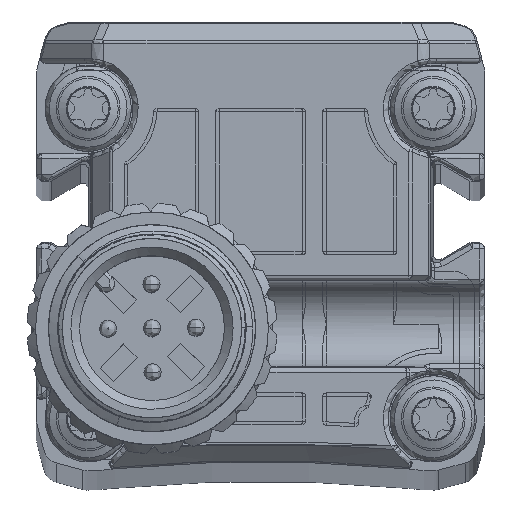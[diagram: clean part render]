
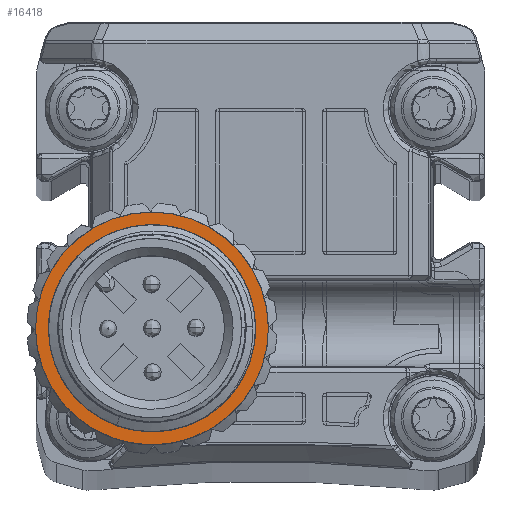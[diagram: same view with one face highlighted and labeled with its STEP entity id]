
A CAD part, top view. The second image highlights one B-rep face of the part: STEP entity #16418.
In plain terms, the highlighted planar face has unit normal (0, 0, 1).
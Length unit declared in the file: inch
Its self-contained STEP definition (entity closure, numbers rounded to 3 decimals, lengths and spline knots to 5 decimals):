
#1354 = ORIENTED_EDGE ( 'NONE', *, *, #36895, .F. ) ;
#1419 = AXIS2_PLACEMENT_3D ( 'NONE', #29154, #27736, #39553 ) ;
#1771 = CIRCLE ( 'NONE', #32741, 0.23622 ) ;
#3030 = VERTEX_POINT ( 'NONE', #29631 ) ;
#4202 = CARTESIAN_POINT ( 'NONE',  ( -0.23974, 0.08287, 28.54724 ) ) ;
#5619 = CARTESIAN_POINT ( 'NONE',  ( -0.24229, 0.08294, 28.54724 ) ) ;
#6695 = CARTESIAN_POINT ( 'NONE',  ( -0.24803, 0.3189, 28.54724 ) ) ;
#8460 = CIRCLE ( 'NONE', #50890, 0.26575 ) ;
#12643 = DIRECTION ( 'NONE',  ( 0., 0., -1. ) ) ;
#12796 = DIRECTION ( 'NONE',  ( -1., 0., 0. ) ) ;
#16418 = ADVANCED_FACE ( 'NONE', ( #44920, #44572 ), #66814, .F. ) ;
#16749 = CARTESIAN_POINT ( 'NONE',  ( -0.24308, 0.08292, 28.54724 ) ) ;
#16885 = CARTESIAN_POINT ( 'NONE',  ( -0.23876, 0.08286, 28.54724 ) ) ;
#23373 = EDGE_CURVE ( 'NONE', #43017, #52371, #49180, .T. ) ;
#26117 = CARTESIAN_POINT ( 'NONE',  ( -0.24333, 0.08291, 28.54724 ) ) ;
#27736 = DIRECTION ( 'NONE',  ( 0., 0., -1. ) ) ;
#29154 = CARTESIAN_POINT ( 'NONE',  ( -0.24803, 0.3189, 28.54724 ) ) ;
#29631 = CARTESIAN_POINT ( 'NONE',  ( -0.51378, 0.3189, 28.54724 ) ) ;
#31505 = CARTESIAN_POINT ( 'NONE',  ( -0.2427, 0.08294, 28.54724 ) ) ;
#32304 = EDGE_LOOP ( 'NONE', ( #57535, #60078 ) ) ;
#32741 = AXIS2_PLACEMENT_3D ( 'NONE', #6695, #39355, #12796 ) ;
#34505 = CARTESIAN_POINT ( 'NONE',  ( -0.24507, 0.08277, 28.54719 ) ) ;
#36895 = EDGE_CURVE ( 'NONE', #3030, #3030, #8460, .T. ) ;
#39355 = DIRECTION ( 'NONE',  ( 0., 0., 1. ) ) ;
#39553 = DIRECTION ( 'NONE',  ( -1., 0., 0. ) ) ;
#42958 = CARTESIAN_POINT ( 'NONE',  ( -0.24483, 0.0828, 28.54724 ) ) ;
#43017 = VERTEX_POINT ( 'NONE', #16885 ) ;
#43323 = CARTESIAN_POINT ( 'NONE',  ( -0.23876, 0.08286, 28.54724 ) ) ;
#43675 = CARTESIAN_POINT ( 'NONE',  ( -0.24088, 0.08289, 28.54724 ) ) ;
#44572 = FACE_OUTER_BOUND ( 'NONE', #60495, .T. ) ;
#44920 = FACE_BOUND ( 'NONE', #32304, .T. ) ;
#49180 = B_SPLINE_CURVE_WITH_KNOTS ( 'NONE', 3,
 ( #43323, #4202, #43675, #5619, #31505, #16749, #26117, #69885, #54074, #42958, #70234 ),
 .UNSPECIFIED., .F., .F.,
 ( 4, 2, 1, 2, 2, 4 ),
 ( 0., 0.5, 0.625, 0.6875, 0.75, 1. ),
 .UNSPECIFIED. ) ;
#50890 = AXIS2_PLACEMENT_3D ( 'NONE', #67521, #12643, #57077 ) ;
#52371 = VERTEX_POINT ( 'NONE', #34505 ) ;
#53995 = EDGE_CURVE ( 'NONE', #43017, #52371, #1771, .T. ) ;
#54074 = CARTESIAN_POINT ( 'NONE',  ( -0.24432, 0.08283, 28.54724 ) ) ;
#57077 = DIRECTION ( 'NONE',  ( -1., 0., 0. ) ) ;
#57535 = ORIENTED_EDGE ( 'NONE', *, *, #53995, .F. ) ;
#60078 = ORIENTED_EDGE ( 'NONE', *, *, #23373, .T. ) ;
#60495 = EDGE_LOOP ( 'NONE', ( #1354 ) ) ;
#66814 = PLANE ( 'NONE',  #1419 ) ;
#67521 = CARTESIAN_POINT ( 'NONE',  ( -0.24803, 0.3189, 28.54724 ) ) ;
#69885 = CARTESIAN_POINT ( 'NONE',  ( -0.24338, 0.08291, 28.54724 ) ) ;
#70234 = CARTESIAN_POINT ( 'NONE',  ( -0.24507, 0.08277, 28.54719 ) ) ;
